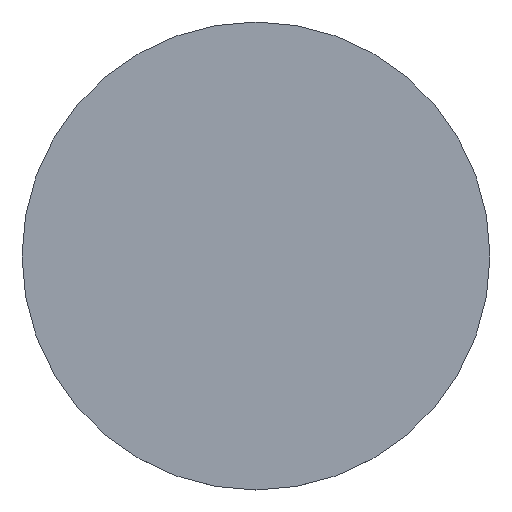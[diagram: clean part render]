
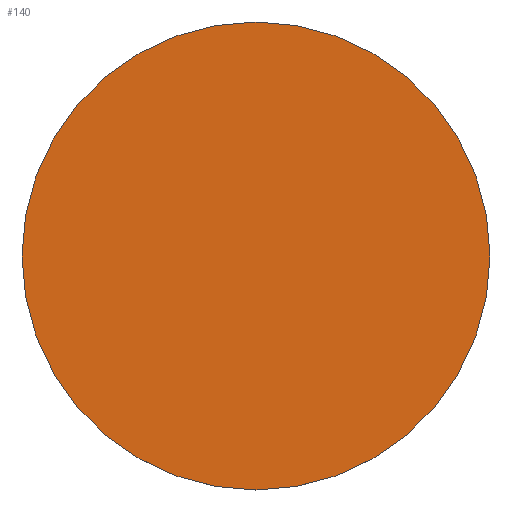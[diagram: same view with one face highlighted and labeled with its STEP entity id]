
A CAD part, top view. The second image highlights one B-rep face of the part: STEP entity #140.
In plain terms, the highlighted planar face has unit normal (0, 0, 1).
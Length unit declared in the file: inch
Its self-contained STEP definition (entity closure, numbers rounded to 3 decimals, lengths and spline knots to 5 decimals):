
#4 = DIRECTION ( 'NONE',  ( 1., 0., 0. ) ) ;
#21 = FACE_OUTER_BOUND ( 'NONE', #89, .T. ) ;
#40 = CARTESIAN_POINT ( 'NONE',  ( 0.49213, 0., 0.01575 ) ) ;
#42 = AXIS2_PLACEMENT_3D ( 'NONE', #78, #169, #4 ) ;
#45 = ORIENTED_EDGE ( 'NONE', *, *, #135, .T. ) ;
#48 = AXIS2_PLACEMENT_3D ( 'NONE', #53, #65, #153 ) ;
#53 = CARTESIAN_POINT ( 'NONE',  ( 0., 0., 0.01575 ) ) ;
#65 = DIRECTION ( 'NONE',  ( 0., 0., 1. ) ) ;
#76 = DIRECTION ( 'NONE',  ( 0., 0., 1. ) ) ;
#78 = CARTESIAN_POINT ( 'NONE',  ( 0., 0., 0.01575 ) ) ;
#80 = CIRCLE ( 'NONE', #48, 0.49213 ) ;
#89 = EDGE_LOOP ( 'NONE', ( #97, #45 ) ) ;
#90 = PLANE ( 'NONE',  #42 ) ;
#92 = CARTESIAN_POINT ( 'NONE',  ( -0.49213, 0., 0.01575 ) ) ;
#97 = ORIENTED_EDGE ( 'NONE', *, *, #123, .T. ) ;
#112 = VERTEX_POINT ( 'NONE', #40 ) ;
#123 = EDGE_CURVE ( 'NONE', #162, #112, #80, .T. ) ;
#134 = CIRCLE ( 'NONE', #166, 0.49213 ) ;
#135 = EDGE_CURVE ( 'NONE', #112, #162, #134, .T. ) ;
#140 = ADVANCED_FACE ( 'NONE', ( #21 ), #90, .T. ) ;
#153 = DIRECTION ( 'NONE',  ( 1., 0., 0. ) ) ;
#155 = DIRECTION ( 'NONE',  ( 1., 0., 0. ) ) ;
#162 = VERTEX_POINT ( 'NONE', #92 ) ;
#166 = AXIS2_PLACEMENT_3D ( 'NONE', #167, #76, #155 ) ;
#167 = CARTESIAN_POINT ( 'NONE',  ( 0., 0., 0.01575 ) ) ;
#169 = DIRECTION ( 'NONE',  ( 0., 0., 1. ) ) ;
